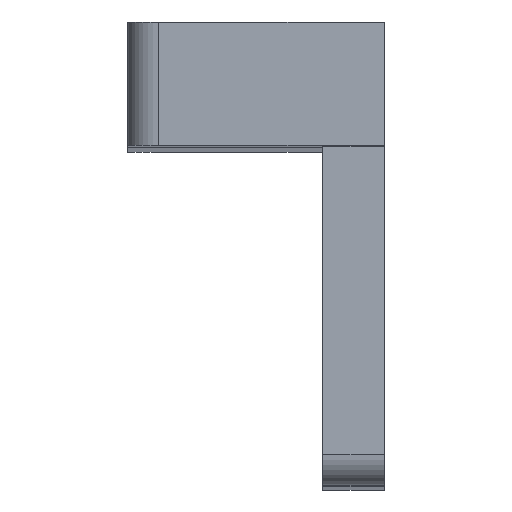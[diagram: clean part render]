
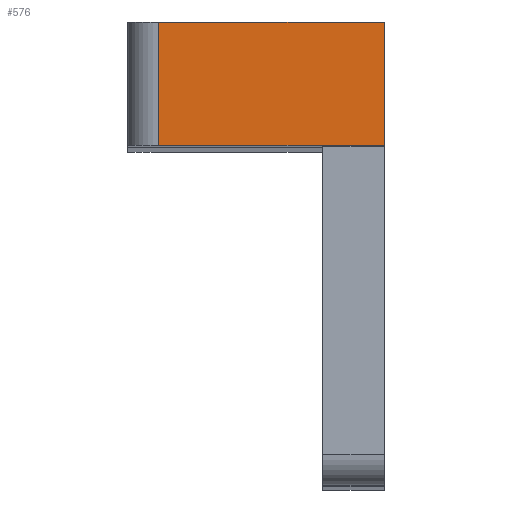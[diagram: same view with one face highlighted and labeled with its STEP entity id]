
A CAD part, top view. The second image highlights one B-rep face of the part: STEP entity #576.
In plain terms, the highlighted planar face has unit normal (0, 0, 1).
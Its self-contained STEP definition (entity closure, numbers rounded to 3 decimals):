
#112=ORIENTED_EDGE('',*,*,#220,.T.);
#113=ORIENTED_EDGE('',*,*,#261,.T.);
#114=ORIENTED_EDGE('',*,*,#262,.F.);
#115=ORIENTED_EDGE('',*,*,#263,.F.);
#220=EDGE_CURVE('',#299,#298,#354,.T.);
#261=EDGE_CURVE('',#298,#332,#383,.T.);
#262=EDGE_CURVE('',#333,#332,#384,.T.);
#263=EDGE_CURVE('',#299,#333,#385,.T.);
#298=VERTEX_POINT('',#847);
#299=VERTEX_POINT('',#849);
#332=VERTEX_POINT('',#931);
#333=VERTEX_POINT('',#933);
#354=LINE('',#848,#408);
#383=LINE('',#930,#437);
#384=LINE('',#932,#438);
#385=LINE('',#934,#439);
#408=VECTOR('',#677,1000.);
#437=VECTOR('',#746,1000.);
#438=VECTOR('',#747,1000.);
#439=VECTOR('',#748,1000.);
#468=EDGE_LOOP('',(#112,#113,#114,#115));
#516=FACE_BOUND('',#468,.T.);
#558=PLANE('',#631);
#576=ADVANCED_FACE('',(#516),#558,.F.);
#631=AXIS2_PLACEMENT_3D('',#929,#744,#745);
#677=DIRECTION('',(1.,0.,0.));
#744=DIRECTION('',(0.,0.,-1.));
#745=DIRECTION('',(0.,-1.,0.));
#746=DIRECTION('',(0.,1.,0.));
#747=DIRECTION('',(1.,0.,0.));
#748=DIRECTION('',(0.,1.,0.));
#847=CARTESIAN_POINT('',(0.883,64.087,123.993));
#848=CARTESIAN_POINT('',(-7.437,64.087,123.993));
#849=CARTESIAN_POINT('',(-6.437,64.087,123.993));
#929=CARTESIAN_POINT('',(-7.437,61.087,123.993));
#930=CARTESIAN_POINT('',(0.883,61.087,123.993));
#931=CARTESIAN_POINT('',(0.883,68.087,123.993));
#932=CARTESIAN_POINT('',(-7.437,68.087,123.993));
#933=CARTESIAN_POINT('',(-6.437,68.087,123.993));
#934=CARTESIAN_POINT('',(-6.437,61.087,123.993));
